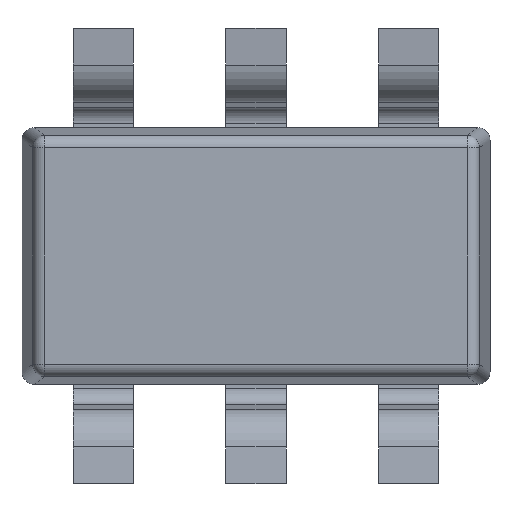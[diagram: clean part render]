
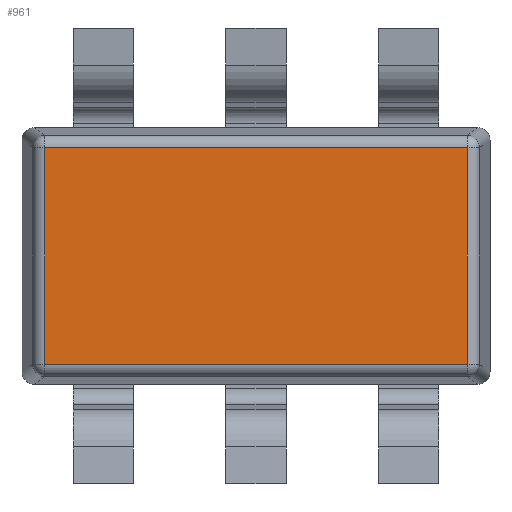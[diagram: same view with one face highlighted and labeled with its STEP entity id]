
A CAD part, front view. The second image highlights one B-rep face of the part: STEP entity #961.
In plain terms, the highlighted planar face has unit normal (0, -1, 0).
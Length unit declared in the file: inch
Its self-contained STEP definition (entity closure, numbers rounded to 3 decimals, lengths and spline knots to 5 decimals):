
#186=VECTOR('',#1212,1.);
#187=VECTOR('',#1214,1.);
#188=VECTOR('',#1215,1.);
#189=VECTOR('',#1216,1.);
#262=LINE('',#1574,#186);
#263=LINE('',#1576,#187);
#264=LINE('',#1578,#188);
#265=LINE('',#1580,#189);
#313=PLANE('',#1036);
#367=VERTEX_POINT('',#1571);
#368=VERTEX_POINT('',#1573);
#369=VERTEX_POINT('',#1577);
#370=VERTEX_POINT('',#1579);
#502=EDGE_CURVE('',#367,#368,#262,.T.);
#503=EDGE_CURVE('',#369,#367,#263,.T.);
#504=EDGE_CURVE('',#368,#370,#264,.T.);
#505=EDGE_CURVE('',#370,#369,#265,.T.);
#677=ORIENTED_EDGE('',*,*,#503,.T.);
#678=ORIENTED_EDGE('',*,*,#502,.T.);
#679=ORIENTED_EDGE('',*,*,#504,.T.);
#680=ORIENTED_EDGE('',*,*,#505,.T.);
#843=EDGE_LOOP('',(#677,#678,#679,#680));
#903=FACE_BOUND('',#843,.T.);
#961=ADVANCED_FACE('',(#903),#313,.T.);
#1036=AXIS2_PLACEMENT_3D('',#1575,#1213,$);
#1212=DIRECTION('',(0.,0.,-1.));
#1213=DIRECTION('',(0.,-1.,0.));
#1214=DIRECTION('',(-1.,0.,0.));
#1215=DIRECTION('',(1.,0.,0.));
#1216=DIRECTION('',(0.,0.,1.));
#1571=CARTESIAN_POINT('',(-0.0519,-0.03,0.02665));
#1573=CARTESIAN_POINT('',(-0.0519,-0.03,-0.02665));
#1574=CARTESIAN_POINT('',(-0.0519,-0.03,0.02665));
#1575=CARTESIAN_POINT('',(0.,-0.03,0.));
#1576=CARTESIAN_POINT('',(0.0519,-0.03,0.02665));
#1577=CARTESIAN_POINT('',(0.0519,-0.03,0.02665));
#1578=CARTESIAN_POINT('',(-0.0519,-0.03,-0.02665));
#1579=CARTESIAN_POINT('',(0.0519,-0.03,-0.02665));
#1580=CARTESIAN_POINT('',(0.0519,-0.03,-0.02665));
